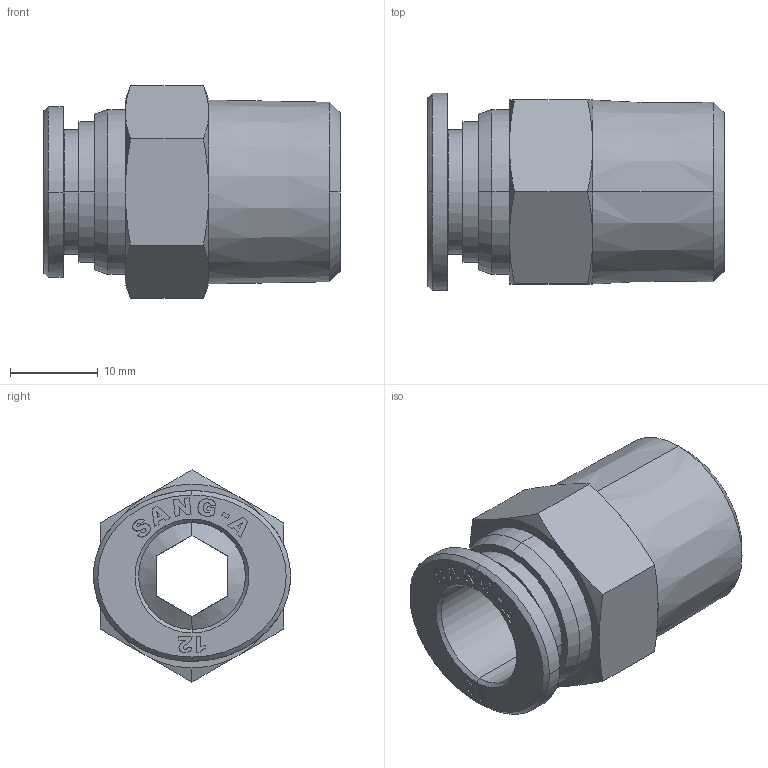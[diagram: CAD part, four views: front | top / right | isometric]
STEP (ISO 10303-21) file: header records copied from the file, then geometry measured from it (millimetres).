
FILE_DESCRIPTION (( 'STEP AP214' ), '1' );
FILE_NAME ('PC12-04.STEP', '2018-09-10T09:11:49', ( '' ), ( '' ), 'SwSTEP 2.0', 'SolidWorks 2018', '' );
FILE_SCHEMA (( 'AUTOMOTIVE_DESIGN' ));
Length unit declared in the file: millimetre
Products named in the file (1): PC12-04
Bounding box: 33.8 x 22.5 x 24.25 mm (x, y, z)
Surface area: 4244.9 mm2 (no closed solid volume)
Topology: 0 solids, 1 shells, 350 faces, 1115 edges, 737 vertices
Faces by surface type: plane 302, cone 28, cylinder 11, bspline 9
Entity records: 16660 total; most frequent: CARTESIAN_POINT 3147, ORIENTED_EDGE 2038, DIRECTION 1798, EDGE_CURVE 1115, LINE 1012, VECTOR 1012, VERTEX_POINT 737, AXIS2_PLACEMENT_3D 393
